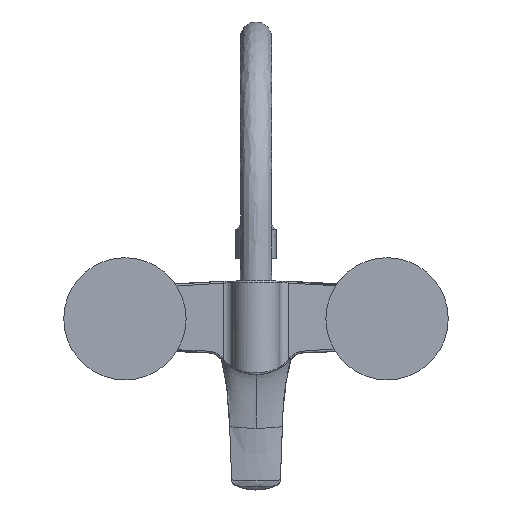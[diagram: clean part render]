
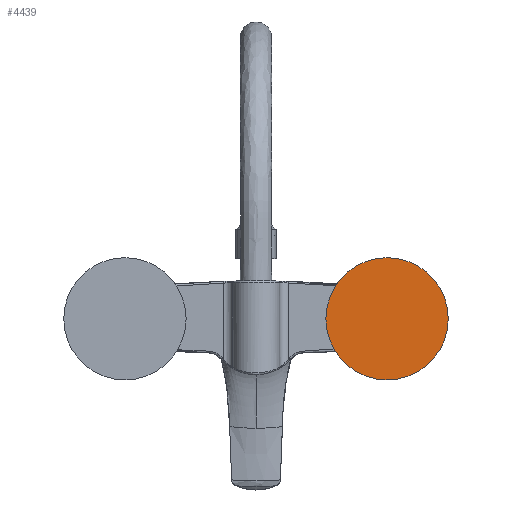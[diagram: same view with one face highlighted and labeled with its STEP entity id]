
A CAD part, left-side view. The second image highlights one B-rep face of the part: STEP entity #4439.
In plain terms, the highlighted planar face has unit normal (-1, 0, 0).
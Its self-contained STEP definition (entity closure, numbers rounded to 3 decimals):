
#463=PLANE('',#6259);
#1688=ORIENTED_EDGE('',*,*,#2495,.T.);
#2495=EDGE_CURVE('',#2969,#2969,#3246,.T.);
#2969=VERTEX_POINT('',#19268);
#3246=CIRCLE('',#6258,35.);
#3573=EDGE_LOOP('',(#1688));
#3989=FACE_BOUND('',#3573,.T.);
#4439=ADVANCED_FACE('',(#3989),#463,.T.);
#6258=AXIS2_PLACEMENT_3D('',#19267,#7157,#7158);
#6259=AXIS2_PLACEMENT_3D('',#19269,#7159,#7160);
#7157=DIRECTION('',(-1.,0.,0.));
#7158=DIRECTION('',(0.,1.,0.));
#7159=DIRECTION('',(-1.,0.,0.));
#7160=DIRECTION('',(0.,-1.,0.));
#19267=CARTESIAN_POINT('',(-43.31,-75.,0.));
#19268=CARTESIAN_POINT('',(-43.31,-40.,0.));
#19269=CARTESIAN_POINT('',(-43.31,-75.,0.));
